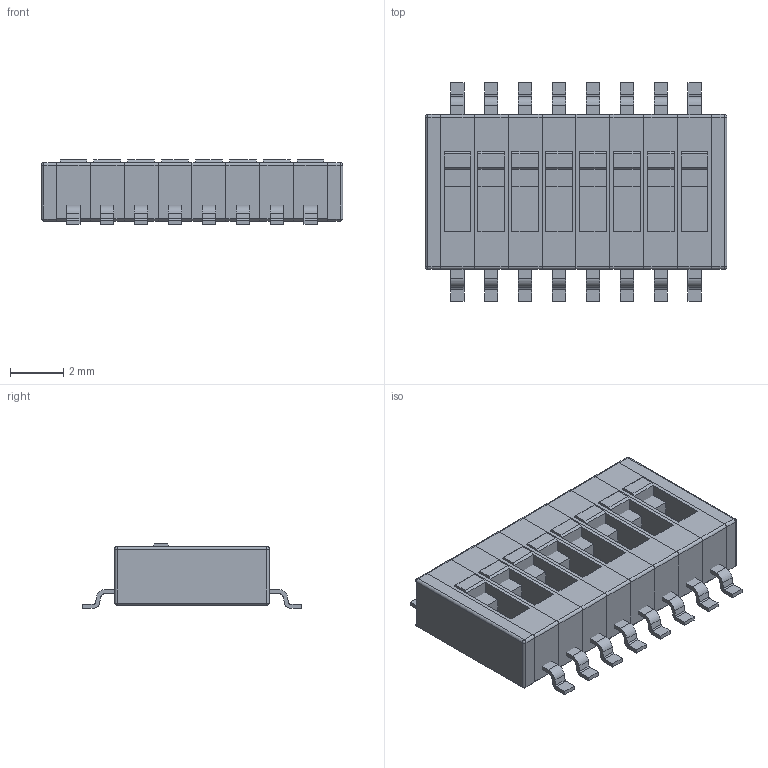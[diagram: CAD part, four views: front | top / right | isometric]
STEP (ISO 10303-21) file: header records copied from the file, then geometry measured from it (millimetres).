
FILE_DESCRIPTION (( 'STEP AP214' ), '1' );
FILE_NAME ('SW3dPS-HRM-08-T.STEP', '2009-08-17T12:31:50', ( 'sysAdmin' ), ( 'SolidWorks' ), 'SwSTEP 2.0', 'SolidWorks 2009', '' );
FILE_SCHEMA (( 'AUTOMOTIVE_DESIGN' ));
Length unit declared in the file: millimetre
Products named in the file (43): SW3dPS-HRM-08-T_ACIS Solid_5376; SW3dPS-HRM-08-T_ACIS Solid_7176; SW3dPS-HRM-08-T_ACIS Solid_5687; SW3dPS-HRM-08-T_ACIS Solid_6243; SW3dPS-HRM-08-T_ACIS Solid_6075; SW3dPS-HRM-08-T_ACIS Solid_5847; SW3dPS-HRM-08-T_ACIS Solid_6469; SW3dPS-HRM-08-T_ACIS Solid_5764; SW3dPS-HRM-08-T_ACIS Solid_6158; SW3dPS-HRM-08-T_ACIS Solid_6270; SW3dPS-HRM-08-T_ACIS Solid_6309; SW3dPS-HRM-08-T_ACIS Solid_5998; SW3dPS-HRM-08-T_ACIS Solid_6386; SW3dPS-HRM-08-T_ACIS Solid_5959; SW3dPS-HRM-08-T_ACIS Solid_5932; SW3dPS-HRM-08-T_Part_9642; SW3dPS-HRM-08-T_ACIS Solid_5536; SW3dPS-HRM-08-T_ACIS Solid_5453; SW3dPS-HRM-08-T_ACIS Solid_5337; SW3dPS-HRM-08-T_Part_1929; SW3dPS-HRM-08-T_ACIS Solid_2251; SW3dPS-HRM-08-T_Part_1931; SW3dPS-HRM-08-T_ACIS Solid_8024; SW3dPS-HRM-08-T_ACIS Solid_7825; SW3dPS-HRM-08-T_ACIS Solid_7864; SW3dPS-HRM-08-T_Part_1903; SW3dPS-HRM-08-T_ACIS Solid_2305; SW3dPS-HRM-08-T_ACIS Solid_7941; SW3dPS-HRM-08-T_ACIS Solid_7798; SW3dPS-HRM-08-T_ACIS Solid_7713; SW3dPS-HRM-08-T_ACIS Solid_7630; SW3dPS-HRM-08-T_Part_8809; SW3dPS-HRM-08-T_ACIS Solid_5648; SW3dPS-HRM-08-T; SW3dPS-HRM-08-T_ACIS Solid_7487; SW3dPS-HRM-08-T_ACIS Solid_7553; SW3dPS-HRM-08-T_ACIS Solid_7402; SW3dPS-HRM-08-T_ACIS Solid_7319; SW3dPS-HRM-08-T_ACIS Solid_7203; SW3dPS-HRM-08-T_ACIS Solid_7514 ...
Assembly tree (42 placements, depth 2):
  SW3dPS-HRM-08-T
    SW3dPS-HRM-08-T_ACIS Solid_5648
    SW3dPS-HRM-08-T_ACIS Solid_5998
    SW3dPS-HRM-08-T_ACIS Solid_5337
    SW3dPS-HRM-08-T_Part_9642
    SW3dPS-HRM-08-T_ACIS Solid_7487
    SW3dPS-HRM-08-T_ACIS Solid_6309
    SW3dPS-HRM-08-T_ACIS Solid_7864
    SW3dPS-HRM-08-T_Part_1931
    SW3dPS-HRM-08-T_ACIS Solid_6243
    SW3dPS-HRM-08-T_ACIS Solid_5687
    SW3dPS-HRM-08-T_ACIS Solid_5536
    SW3dPS-HRM-08-T_ACIS Solid_7319
    SW3dPS-HRM-08-T_ACIS Solid_7798
    SW3dPS-HRM-08-T_ACIS Solid_7713
    SW3dPS-HRM-08-T_ACIS Solid_5847
    SW3dPS-HRM-08-T_Part_1929
    SW3dPS-HRM-08-T_ACIS Solid_6469
    SW3dPS-HRM-08-T_ACIS Solid_5453
    SW3dPS-HRM-08-T_ACIS Solid_7553
    SW3dPS-HRM-08-T_ACIS Solid_6075
    SW3dPS-HRM-08-T_ACIS Solid_6158
    SW3dPS-HRM-08-T_ACIS Solid_7242
    SW3dPS-HRM-08-T_ACIS Solid_2305
    SW3dPS-HRM-08-T_ACIS Solid_7630
    SW3dPS-HRM-08-T_ACIS Solid_5376
    SW3dPS-HRM-08-T_ACIS Solid_2251
    SW3dPS-HRM-08-T_Part_1903
    SW3dPS-HRM-08-T_ACIS Solid_8024
    SW3dPS-HRM-08-T_ACIS Solid_5764
    SW3dPS-HRM-08-T_ACIS Solid_5959
    SW3dPS-HRM-08-T_ACIS Solid_7514
    SW3dPS-HRM-08-T_ACIS Solid_7941
    SW3dPS-HRM-08-T_ACIS Solid_5932
    SW3dPS-HRM-08-T_ACIS Solid_7402
    SW3dPS-HRM-08-T_ACIS Solid_7825
    SW3dPS-HRM-08-T_Part_8809
    SW3dPS-HRM-08-T_ACIS Solid_5621
    SW3dPS-HRM-08-T_ACIS Solid_6270
    SW3dPS-HRM-08-T_ACIS Solid_7176
    SW3dPS-HRM-08-T_ACIS Solid_6386
    SW3dPS-HRM-08-T_ACIS Solid_7203
    SW3dPS-HRM-08-T_ACIS Solid_5310
Bounding box: 11.3 x 8.2 x 2.4 mm (x, y, z)
Volume: 134 mm3; surface area: 623.8 mm2
Topology: 42 solids, 42 shells, 492 faces, 1188 edges, 784 vertices
Faces by surface type: plane 394, cylinder 90, cone 4, sphere 4
Entity records: 21448 total; most frequent: CARTESIAN_POINT 2507, DIRECTION 2444, ORIENTED_EDGE 2368, EDGE_CURVE 1184, LINE 994, VECTOR 994, VERTEX_POINT 784, AXIS2_PLACEMENT_3D 725
